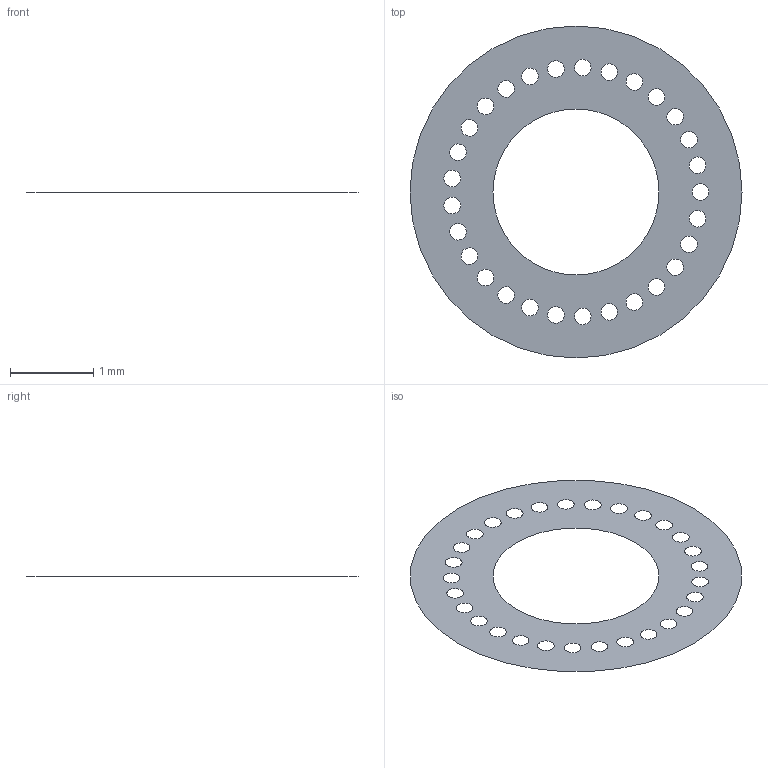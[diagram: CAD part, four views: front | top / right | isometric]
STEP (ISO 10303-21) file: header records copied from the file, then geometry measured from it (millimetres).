
FILE_DESCRIPTION(('Open CASCADE Model'),'2;1');
FILE_NAME('Open CASCADE Shape Model','2020-01-27T17:55:46',('Author'),( 'Open CASCADE'),'Open CASCADE STEP processor 7.4','Open CASCADE 7.4' ,'Unknown');
FILE_SCHEMA(('AUTOMOTIVE_DESIGN { 1 0 10303 214 1 1 1 1 }'));
Length unit declared in the file: millimetre
Products named in the file (1): Open CASCADE STEP translator 7.4 1
Bounding box: 4 x 4 x 0 mm (x, y, z)
Surface area: 8.5 mm2 (no closed solid volume)
Topology: 0 solids, 1 shells, 1 faces, 31 edges, 31 vertices
Faces by surface type: plane 1
Entity records: 582 total; most frequent: DIRECTION 97, CARTESIAN_POINT 95, CIRCLE 62, AXIS2_PLACEMENT_3D 33, FACE_BOUND 31, EDGE_LOOP 31, ORIENTED_EDGE 31, EDGE_CURVE 31
